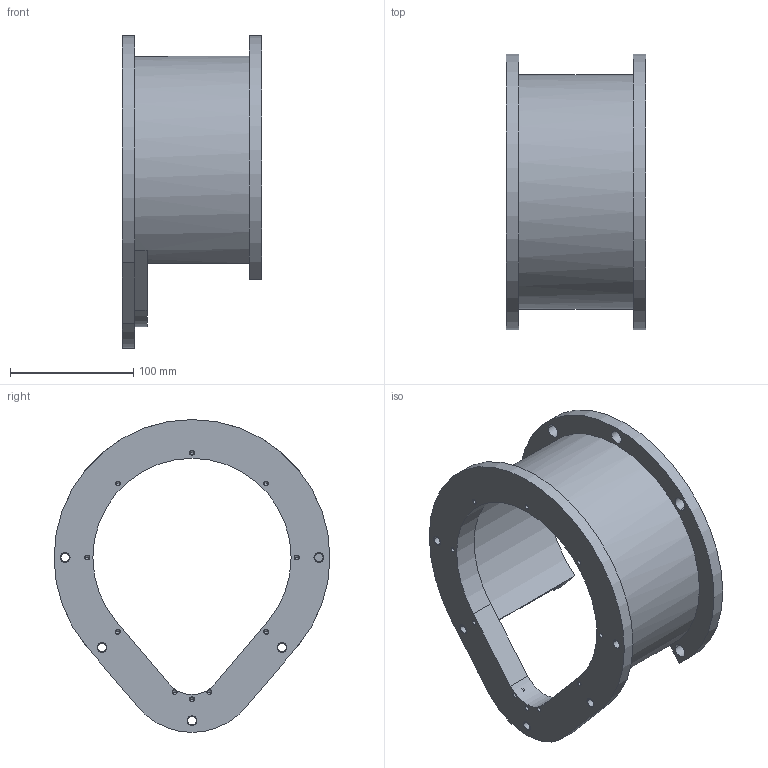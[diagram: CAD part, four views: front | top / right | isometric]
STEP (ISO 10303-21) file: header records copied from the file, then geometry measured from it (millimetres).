
FILE_DESCRIPTION((''),'2;1');
FILE_NAME('3-01','2022-01-09T15:18:32',('Y'),('FoxCAVITY'),'CREO PARAMETRIC BY PTC INC, 2020454','CREO PARAMETRIC BY PTC INC, 2020454','');
FILE_SCHEMA(('CONFIG_CONTROL_DESIGN'));
Length unit declared in the file: millimetre
Products named in the file (1): 3-01
Bounding box: 113 x 224 x 254 mm (x, y, z)
Volume: 583113.7 mm3; surface area: 173660.5 mm2
Topology: 1 solids, 16 shells, 123 faces, 330 edges, 210 vertices
Faces by surface type: cylinder 80, plane 23, cone 20
Entity records: 3856 total; most frequent: DIRECTION 740, CARTESIAN_POINT 644, ORIENTED_EDGE 560, EDGE_CURVE 310, AXIS2_PLACEMENT_3D 306, VERTEX_POINT 210, CIRCLE 182, EDGE_LOOP 168
